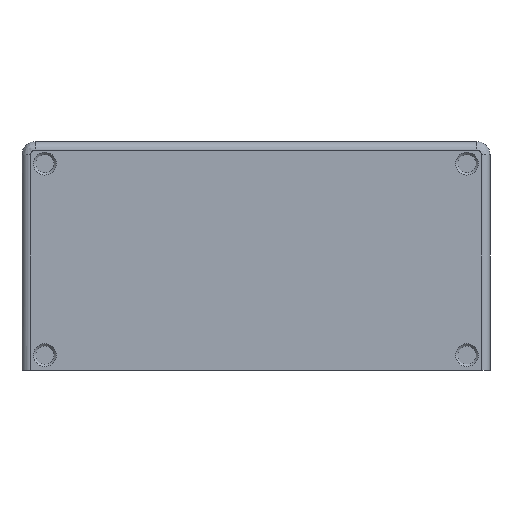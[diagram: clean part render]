
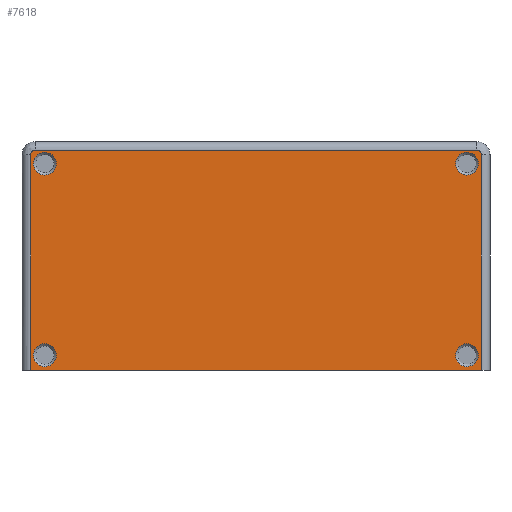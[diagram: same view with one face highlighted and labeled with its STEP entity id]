
A CAD part, front view. The second image highlights one B-rep face of the part: STEP entity #7618.
In plain terms, the highlighted planar face has unit normal (0, -1, 0).
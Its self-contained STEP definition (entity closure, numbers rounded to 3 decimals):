
#721=FACE_BOUND('',#1420,.T.);
#722=FACE_BOUND('',#1421,.T.);
#723=FACE_BOUND('',#1422,.T.);
#724=FACE_BOUND('',#1423,.T.);
#750=PLANE('',#8091);
#964=FACE_OUTER_BOUND('',#1419,.T.);
#1419=EDGE_LOOP('',(#5247,#5248,#5249,#5250,#5251,#5252));
#1420=EDGE_LOOP('',(#5253));
#1421=EDGE_LOOP('',(#5254));
#1422=EDGE_LOOP('',(#5255));
#1423=EDGE_LOOP('',(#5256));
#1903=LINE('',#9543,#2590);
#1904=LINE('',#9545,#2591);
#1905=LINE('',#9547,#2592);
#1906=LINE('',#9551,#2593);
#2590=VECTOR('',#8351,10.);
#2591=VECTOR('',#8352,10.);
#2592=VECTOR('',#8353,10.);
#2593=VECTOR('',#8356,10.);
#3276=CIRCLE('',#8089,5.25);
#3278=CIRCLE('',#8092,2.);
#3279=CIRCLE('',#8093,2.);
#3280=CIRCLE('',#8094,5.25);
#3281=CIRCLE('',#8095,5.25);
#3282=CIRCLE('',#8096,5.25);
#3304=VERTEX_POINT('',#9535);
#3306=VERTEX_POINT('',#9541);
#3307=VERTEX_POINT('',#9542);
#3308=VERTEX_POINT('',#9544);
#3309=VERTEX_POINT('',#9546);
#3310=VERTEX_POINT('',#9548);
#3311=VERTEX_POINT('',#9550);
#3312=VERTEX_POINT('',#9553);
#3313=VERTEX_POINT('',#9555);
#3314=VERTEX_POINT('',#9557);
#4060=EDGE_CURVE('',#3304,#3304,#3276,.T.);
#4063=EDGE_CURVE('',#3306,#3307,#1903,.T.);
#4064=EDGE_CURVE('',#3306,#3308,#1904,.T.);
#4065=EDGE_CURVE('',#3309,#3308,#1905,.T.);
#4066=EDGE_CURVE('',#3310,#3309,#3278,.T.);
#4067=EDGE_CURVE('',#3311,#3310,#1906,.T.);
#4068=EDGE_CURVE('',#3307,#3311,#3279,.T.);
#4069=EDGE_CURVE('',#3312,#3312,#3280,.T.);
#4070=EDGE_CURVE('',#3313,#3313,#3281,.T.);
#4071=EDGE_CURVE('',#3314,#3314,#3282,.T.);
#5247=ORIENTED_EDGE('',*,*,#4063,.F.);
#5248=ORIENTED_EDGE('',*,*,#4064,.T.);
#5249=ORIENTED_EDGE('',*,*,#4065,.F.);
#5250=ORIENTED_EDGE('',*,*,#4066,.F.);
#5251=ORIENTED_EDGE('',*,*,#4067,.F.);
#5252=ORIENTED_EDGE('',*,*,#4068,.F.);
#5253=ORIENTED_EDGE('',*,*,#4069,.F.);
#5254=ORIENTED_EDGE('',*,*,#4070,.F.);
#5255=ORIENTED_EDGE('',*,*,#4071,.F.);
#5256=ORIENTED_EDGE('',*,*,#4060,.F.);
#7618=ADVANCED_FACE('',(#964,#721,#722,#723,#724),#750,.T.);
#8089=AXIS2_PLACEMENT_3D('',#9536,#8344,#8345);
#8091=AXIS2_PLACEMENT_3D('',#9540,#8349,#8350);
#8092=AXIS2_PLACEMENT_3D('',#9549,#8354,#8355);
#8093=AXIS2_PLACEMENT_3D('',#9552,#8357,#8358);
#8094=AXIS2_PLACEMENT_3D('',#9554,#8359,#8360);
#8095=AXIS2_PLACEMENT_3D('',#9556,#8361,#8362);
#8096=AXIS2_PLACEMENT_3D('',#9558,#8363,#8364);
#8344=DIRECTION('center_axis',(0.,-1.,0.));
#8345=DIRECTION('ref_axis',(1.,0.,0.));
#8349=DIRECTION('center_axis',(0.,-1.,0.));
#8350=DIRECTION('ref_axis',(-1.,0.,0.));
#8351=DIRECTION('',(0.,0.,1.));
#8352=DIRECTION('',(1.,0.,0.));
#8353=DIRECTION('',(0.,0.,-1.));
#8354=DIRECTION('center_axis',(0.,1.,0.));
#8355=DIRECTION('ref_axis',(0.707,0.,0.707));
#8356=DIRECTION('',(1.,0.,0.));
#8357=DIRECTION('center_axis',(0.,1.,0.));
#8358=DIRECTION('ref_axis',(-0.707,0.,0.707));
#8359=DIRECTION('center_axis',(0.,-1.,0.));
#8360=DIRECTION('ref_axis',(1.,0.,0.));
#8361=DIRECTION('center_axis',(0.,-1.,0.));
#8362=DIRECTION('ref_axis',(1.,0.,0.));
#8363=DIRECTION('center_axis',(0.,-1.,0.));
#8364=DIRECTION('ref_axis',(1.,0.,0.));
#9535=CARTESIAN_POINT('',(197.05,-88.7,-73.69));
#9536=CARTESIAN_POINT('Origin',(202.3,-88.7,-73.69));
#9540=CARTESIAN_POINT('Origin',(105.35,-88.7,-28.09));
#9541=CARTESIAN_POINT('',(1.8,-88.7,-80.69));
#9542=CARTESIAN_POINT('',(1.8,-88.7,18.51));
#9543=CARTESIAN_POINT('',(1.8,-88.7,-54.39));
#9544=CARTESIAN_POINT('',(208.9,-88.7,-80.69));
#9545=CARTESIAN_POINT('',(-2.2,-88.7,-80.69));
#9546=CARTESIAN_POINT('',(208.9,-88.7,18.51));
#9547=CARTESIAN_POINT('',(208.9,-88.7,-1.79));
#9548=CARTESIAN_POINT('',(206.9,-88.7,20.51));
#9549=CARTESIAN_POINT('Origin',(206.9,-88.7,18.51));
#9550=CARTESIAN_POINT('',(3.8,-88.7,20.51));
#9551=CARTESIAN_POINT('',(51.575,-88.7,20.51));
#9552=CARTESIAN_POINT('Origin',(3.8,-88.7,18.51));
#9553=CARTESIAN_POINT('',(197.05,-88.7,14.31));
#9554=CARTESIAN_POINT('Origin',(202.3,-88.7,14.31));
#9555=CARTESIAN_POINT('',(3.05,-88.7,14.31));
#9556=CARTESIAN_POINT('Origin',(8.3,-88.7,14.31));
#9557=CARTESIAN_POINT('',(3.05,-88.7,-73.69));
#9558=CARTESIAN_POINT('Origin',(8.3,-88.7,-73.69));
